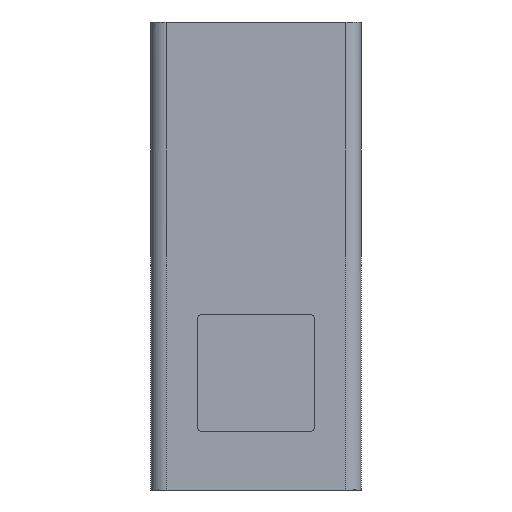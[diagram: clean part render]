
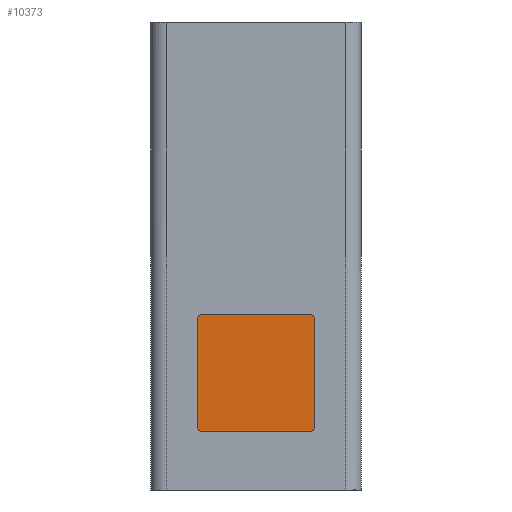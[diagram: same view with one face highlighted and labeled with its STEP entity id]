
A CAD part, front view. The second image highlights one B-rep face of the part: STEP entity #10373.
In plain terms, the highlighted free-form (B-spline) face has degree [1, 1] with [2, 2] control points.
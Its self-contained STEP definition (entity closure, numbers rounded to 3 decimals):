
#59 = B_SPLINE_SURFACE_WITH_KNOTS('',1,1,(
    (#60,#61)
    ,(#62,#63)),.UNSPECIFIED.,.F.,.F.,.F.,(2,2),(2,2),(0.,54.),(0.,23.),
  .PIECEWISE_BEZIER_KNOTS.);
#60 = CARTESIAN_POINT('',(27.,-11.5,-60.));
#61 = CARTESIAN_POINT('',(27.,11.5,-60.));
#62 = CARTESIAN_POINT('',(-27.,-11.5,-60.));
#63 = CARTESIAN_POINT('',(-27.,11.5,-60.));
#149 = B_SPLINE_SURFACE_WITH_KNOTS('',1,1,(
    (#150,#151)
    ,(#152,#153
    )),.UNSPECIFIED.,.F.,.F.,.F.,(2,2),(2,2),(0.,54.),(0.,23.),
  .PIECEWISE_BEZIER_KNOTS.);
#150 = CARTESIAN_POINT('',(-27.,-11.5,60.));
#151 = CARTESIAN_POINT('',(-27.,11.5,60.));
#152 = CARTESIAN_POINT('',(27.,-11.5,60.));
#153 = CARTESIAN_POINT('',(27.,11.5,60.));
#4032 = VERTEX_POINT('',#4033);
#4033 = CARTESIAN_POINT('',(23.5,10.,-60.));
#4045 = B_SPLINE_SURFACE_WITH_KNOTS('',1,1,(
    (#4046,#4047)
    ,(#4048,#4049
    )),.UNSPECIFIED.,.F.,.F.,.F.,(2,2),(2,2),(0.,120.),(0.,2.),
  .PIECEWISE_BEZIER_KNOTS.);
#4046 = CARTESIAN_POINT('',(23.5,8.,-60.));
#4047 = CARTESIAN_POINT('',(23.5,10.,-60.));
#4048 = CARTESIAN_POINT('',(23.5,8.,60.));
#4049 = CARTESIAN_POINT('',(23.5,10.,60.));
#4056 = EDGE_CURVE('',#4032,#4057,#4059,.T.);
#4057 = VERTEX_POINT('',#4058);
#4058 = CARTESIAN_POINT('',(-23.5,10.,-60.));
#4059 = SURFACE_CURVE('',#4060,(#4063,#4069),.PCURVE_S1.);
#4060 = B_SPLINE_CURVE_WITH_KNOTS('',1,(#4061,#4062),.UNSPECIFIED.,.F.,
  .F.,(2,2),(0.,1.),.PIECEWISE_BEZIER_KNOTS.);
#4061 = CARTESIAN_POINT('',(23.5,10.,-60.));
#4062 = CARTESIAN_POINT('',(-23.5,10.,-60.));
#4063 = PCURVE('',#59,#4064);
#4064 = DEFINITIONAL_REPRESENTATION('',(#4065),#4068);
#4065 = B_SPLINE_CURVE_WITH_KNOTS('',1,(#4066,#4067),.UNSPECIFIED.,.F.,
  .F.,(2,2),(0.,1.),.PIECEWISE_BEZIER_KNOTS.);
#4066 = CARTESIAN_POINT('',(3.5,21.5));
#4067 = CARTESIAN_POINT('',(50.5,21.5));
#4068 = ( GEOMETRIC_REPRESENTATION_CONTEXT(2) 
PARAMETRIC_REPRESENTATION_CONTEXT() REPRESENTATION_CONTEXT('2D SPACE',''
  ) );
#4069 = PCURVE('',#4070,#4075);
#4070 = B_SPLINE_SURFACE_WITH_KNOTS('',1,1,(
    (#4071,#4072)
    ,(#4073,#4074
    )),.UNSPECIFIED.,.F.,.F.,.F.,(2,2),(2,2),(0.,120.),(0.,47.),
  .PIECEWISE_BEZIER_KNOTS.);
#4071 = CARTESIAN_POINT('',(-23.5,10.,60.));
#4072 = CARTESIAN_POINT('',(23.5,10.,60.));
#4073 = CARTESIAN_POINT('',(-23.5,10.,-60.));
#4074 = CARTESIAN_POINT('',(23.5,10.,-60.));
#4075 = DEFINITIONAL_REPRESENTATION('',(#4076),#4079);
#4076 = B_SPLINE_CURVE_WITH_KNOTS('',1,(#4077,#4078),.UNSPECIFIED.,.F.,
  .F.,(2,2),(0.,1.),.PIECEWISE_BEZIER_KNOTS.);
#4077 = CARTESIAN_POINT('',(120.,47.));
#4078 = CARTESIAN_POINT('',(120.,0.));
#4079 = ( GEOMETRIC_REPRESENTATION_CONTEXT(2) 
PARAMETRIC_REPRESENTATION_CONTEXT() REPRESENTATION_CONTEXT('2D SPACE',''
  ) );
#4095 = B_SPLINE_SURFACE_WITH_KNOTS('',1,1,(
    (#4096,#4097)
    ,(#4098,#4099
    )),.UNSPECIFIED.,.F.,.F.,.F.,(2,2),(2,2),(0.,120.),(0.,2.),
  .PIECEWISE_BEZIER_KNOTS.);
#4096 = CARTESIAN_POINT('',(-23.5,8.,60.));
#4097 = CARTESIAN_POINT('',(-23.5,10.,60.));
#4098 = CARTESIAN_POINT('',(-23.5,8.,-60.));
#4099 = CARTESIAN_POINT('',(-23.5,10.,-60.));
#5636 = VERTEX_POINT('',#5637);
#5637 = CARTESIAN_POINT('',(-23.5,10.,60.));
#5655 = EDGE_CURVE('',#5636,#5656,#5658,.T.);
#5656 = VERTEX_POINT('',#5657);
#5657 = CARTESIAN_POINT('',(23.5,10.,60.));
#5658 = SURFACE_CURVE('',#5659,(#5662,#5668),.PCURVE_S1.);
#5659 = B_SPLINE_CURVE_WITH_KNOTS('',1,(#5660,#5661),.UNSPECIFIED.,.F.,
  .F.,(2,2),(0.,1.),.PIECEWISE_BEZIER_KNOTS.);
#5660 = CARTESIAN_POINT('',(-23.5,10.,60.));
#5661 = CARTESIAN_POINT('',(23.5,10.,60.));
#5662 = PCURVE('',#149,#5663);
#5663 = DEFINITIONAL_REPRESENTATION('',(#5664),#5667);
#5664 = B_SPLINE_CURVE_WITH_KNOTS('',1,(#5665,#5666),.UNSPECIFIED.,.F.,
  .F.,(2,2),(0.,1.),.PIECEWISE_BEZIER_KNOTS.);
#5665 = CARTESIAN_POINT('',(3.5,21.5));
#5666 = CARTESIAN_POINT('',(50.5,21.5));
#5667 = ( GEOMETRIC_REPRESENTATION_CONTEXT(2) 
PARAMETRIC_REPRESENTATION_CONTEXT() REPRESENTATION_CONTEXT('2D SPACE',''
  ) );
#5668 = PCURVE('',#4070,#5669);
#5669 = DEFINITIONAL_REPRESENTATION('',(#5670),#5673);
#5670 = B_SPLINE_CURVE_WITH_KNOTS('',1,(#5671,#5672),.UNSPECIFIED.,.F.,
  .F.,(2,2),(0.,1.),.PIECEWISE_BEZIER_KNOTS.);
#5671 = CARTESIAN_POINT('',(0.,0.));
#5672 = CARTESIAN_POINT('',(0.,47.));
#5673 = ( GEOMETRIC_REPRESENTATION_CONTEXT(2) 
PARAMETRIC_REPRESENTATION_CONTEXT() REPRESENTATION_CONTEXT('2D SPACE',''
  ) );
#10356 = EDGE_CURVE('',#5656,#4032,#10357,.T.);
#10357 = SURFACE_CURVE('',#10358,(#10361,#10367),.PCURVE_S1.);
#10358 = B_SPLINE_CURVE_WITH_KNOTS('',1,(#10359,#10360),.UNSPECIFIED.,
  .F.,.F.,(2,2),(0.,1.),.PIECEWISE_BEZIER_KNOTS.);
#10359 = CARTESIAN_POINT('',(23.5,10.,60.));
#10360 = CARTESIAN_POINT('',(23.5,10.,-60.));
#10361 = PCURVE('',#4045,#10362);
#10362 = DEFINITIONAL_REPRESENTATION('',(#10363),#10366);
#10363 = B_SPLINE_CURVE_WITH_KNOTS('',1,(#10364,#10365),.UNSPECIFIED.,
  .F.,.F.,(2,2),(0.,1.),.PIECEWISE_BEZIER_KNOTS.);
#10364 = CARTESIAN_POINT('',(120.,2.));
#10365 = CARTESIAN_POINT('',(0.,2.));
#10366 = ( GEOMETRIC_REPRESENTATION_CONTEXT(2) 
PARAMETRIC_REPRESENTATION_CONTEXT() REPRESENTATION_CONTEXT('2D SPACE',''
  ) );
#10367 = PCURVE('',#4070,#10368);
#10368 = DEFINITIONAL_REPRESENTATION('',(#10369),#10372);
#10369 = B_SPLINE_CURVE_WITH_KNOTS('',1,(#10370,#10371),.UNSPECIFIED.,
  .F.,.F.,(2,2),(0.,1.),.PIECEWISE_BEZIER_KNOTS.);
#10370 = CARTESIAN_POINT('',(0.,47.));
#10371 = CARTESIAN_POINT('',(120.,47.));
#10372 = ( GEOMETRIC_REPRESENTATION_CONTEXT(2) 
PARAMETRIC_REPRESENTATION_CONTEXT() REPRESENTATION_CONTEXT('2D SPACE',''
  ) );
#10373 = ADVANCED_FACE('',(#10374),#4070,.T.);
#10374 = FACE_BOUND('',#10375,.T.);
#10375 = EDGE_LOOP('',(#10376,#10377,#10378,#10379));
#10376 = ORIENTED_EDGE('',*,*,#4056,.F.);
#10377 = ORIENTED_EDGE('',*,*,#10356,.F.);
#10378 = ORIENTED_EDGE('',*,*,#5655,.F.);
#10379 = ORIENTED_EDGE('',*,*,#10380,.T.);
#10380 = EDGE_CURVE('',#5636,#4057,#10381,.T.);
#10381 = SURFACE_CURVE('',#10382,(#10385,#10391),.PCURVE_S1.);
#10382 = B_SPLINE_CURVE_WITH_KNOTS('',1,(#10383,#10384),.UNSPECIFIED.,
  .F.,.F.,(2,2),(0.,1.),.PIECEWISE_BEZIER_KNOTS.);
#10383 = CARTESIAN_POINT('',(-23.5,10.,60.));
#10384 = CARTESIAN_POINT('',(-23.5,10.,-60.));
#10385 = PCURVE('',#4070,#10386);
#10386 = DEFINITIONAL_REPRESENTATION('',(#10387),#10390);
#10387 = B_SPLINE_CURVE_WITH_KNOTS('',1,(#10388,#10389),.UNSPECIFIED.,
  .F.,.F.,(2,2),(0.,1.),.PIECEWISE_BEZIER_KNOTS.);
#10388 = CARTESIAN_POINT('',(0.,0.));
#10389 = CARTESIAN_POINT('',(120.,0.));
#10390 = ( GEOMETRIC_REPRESENTATION_CONTEXT(2) 
PARAMETRIC_REPRESENTATION_CONTEXT() REPRESENTATION_CONTEXT('2D SPACE',''
  ) );
#10391 = PCURVE('',#4095,#10392);
#10392 = DEFINITIONAL_REPRESENTATION('',(#10393),#10396);
#10393 = B_SPLINE_CURVE_WITH_KNOTS('',1,(#10394,#10395),.UNSPECIFIED.,
  .F.,.F.,(2,2),(0.,1.),.PIECEWISE_BEZIER_KNOTS.);
#10394 = CARTESIAN_POINT('',(0.,2.));
#10395 = CARTESIAN_POINT('',(120.,2.));
#10396 = ( GEOMETRIC_REPRESENTATION_CONTEXT(2) 
PARAMETRIC_REPRESENTATION_CONTEXT() REPRESENTATION_CONTEXT('2D SPACE',''
  ) );
